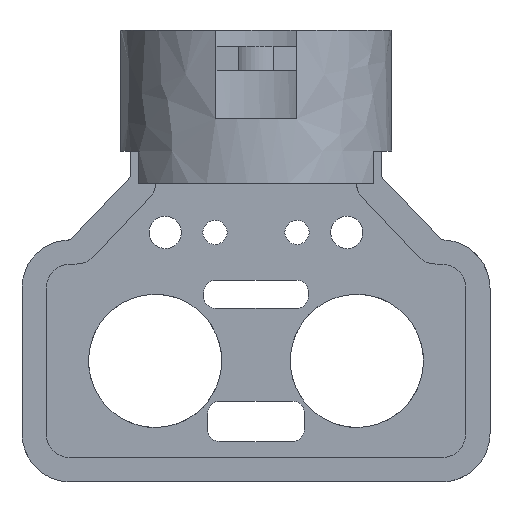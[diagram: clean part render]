
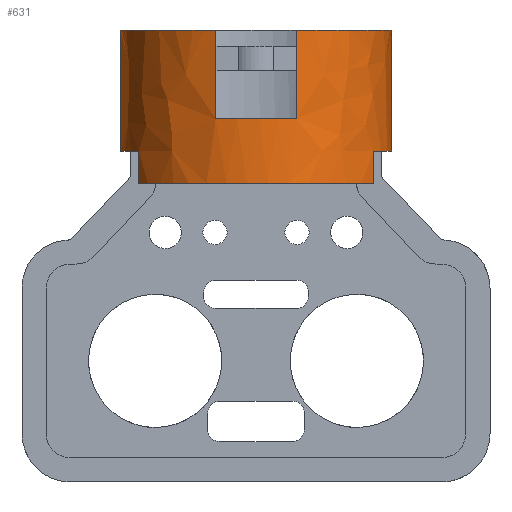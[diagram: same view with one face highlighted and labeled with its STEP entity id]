
A CAD part, front view. The second image highlights one B-rep face of the part: STEP entity #631.
In plain terms, the highlighted free-form (B-spline) face has degree [2, 1] with [5, 2] control points.
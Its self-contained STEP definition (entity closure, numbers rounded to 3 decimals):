
#484 = VERTEX_POINT('',#485);
#485 = CARTESIAN_POINT('',(19.059,-3.969,
    12.473));
#486 = VERTEX_POINT('',#487);
#487 = CARTESIAN_POINT('',(-19.063,-3.969,
    12.473));
#495 = EDGE_CURVE('',#484,#496,#498,.T.);
#496 = VERTEX_POINT('',#497);
#497 = CARTESIAN_POINT('',(19.059,-3.969,
    -4.536));
#498 = B_SPLINE_CURVE_WITH_KNOTS('',1,(#499,#500),.UNSPECIFIED.,.F.,.F.,
  (2,2),(-0.,15.),.PIECEWISE_BEZIER_KNOTS.);
#499 = CARTESIAN_POINT('',(19.059,-3.969,
    12.473));
#500 = CARTESIAN_POINT('',(19.059,-3.969,
    -4.536));
#519 = VERTEX_POINT('',#520);
#520 = CARTESIAN_POINT('',(-19.063,-3.969,
    -4.536));
#526 = EDGE_CURVE('',#486,#519,#527,.T.);
#527 = B_SPLINE_CURVE_WITH_KNOTS('',1,(#528,#529),.UNSPECIFIED.,.F.,.F.,
  (2,2),(-0.,15.),.PIECEWISE_BEZIER_KNOTS.);
#528 = CARTESIAN_POINT('',(-19.063,-3.969,
    12.473));
#529 = CARTESIAN_POINT('',(-19.063,-3.969,
    -4.536));
#547 = VERTEX_POINT('',#548);
#548 = CARTESIAN_POINT('',(5.668,-22.167,
    12.473));
#553 = EDGE_CURVE('',#547,#484,#554,.T.);
#554 = ( BOUNDED_CURVE() B_SPLINE_CURVE(2,(#555,#556,#557),
.UNSPECIFIED.,.F.,.F.) B_SPLINE_CURVE_WITH_KNOTS((3,3),(5.014,
6.283),.PIECEWISE_BEZIER_KNOTS.) CURVE() 
GEOMETRIC_REPRESENTATION_ITEM() RATIONAL_B_SPLINE_CURVE((1.,
0.805,1.)) REPRESENTATION_ITEM('') );
#555 = CARTESIAN_POINT('',(5.668,-22.167,
    12.473));
#556 = CARTESIAN_POINT('',(19.059,-17.995,
    12.473));
#557 = CARTESIAN_POINT('',(19.059,-3.969,
    12.473));
#560 = EDGE_CURVE('',#486,#561,#563,.T.);
#561 = VERTEX_POINT('',#562);
#562 = CARTESIAN_POINT('',(-5.672,-22.167,
    12.473));
#563 = ( BOUNDED_CURVE() B_SPLINE_CURVE(2,(#564,#565,#566),
.UNSPECIFIED.,.F.,.F.) B_SPLINE_CURVE_WITH_KNOTS((3,3),(3.142,
4.41),.PIECEWISE_BEZIER_KNOTS.) CURVE() 
GEOMETRIC_REPRESENTATION_ITEM() RATIONAL_B_SPLINE_CURVE((1.,
0.805,1.)) REPRESENTATION_ITEM('') );
#564 = CARTESIAN_POINT('',(-19.063,-3.969,
    12.473));
#565 = CARTESIAN_POINT('',(-19.063,-17.995,
    12.473));
#566 = CARTESIAN_POINT('',(-5.672,-22.167,
    12.473));
#631 = ADVANCED_FACE('',(#632),#710,.T.);
#632 = FACE_BOUND('',#633,.T.);
#633 = EDGE_LOOP('',(#634,#635,#636,#643,#651,#656,#657,#658,#666,#674,
    #681,#689,#696,#704));
#634 = ORIENTED_EDGE('',*,*,#495,.F.);
#635 = ORIENTED_EDGE('',*,*,#553,.F.);
#636 = ORIENTED_EDGE('',*,*,#637,.F.);
#637 = EDGE_CURVE('',#638,#547,#640,.T.);
#638 = VERTEX_POINT('',#639);
#639 = CARTESIAN_POINT('',(5.668,-22.167,0.));
#640 = B_SPLINE_CURVE_WITH_KNOTS('',1,(#641,#642),.UNSPECIFIED.,.F.,.F.,
  (2,2),(-11.,0.),.PIECEWISE_BEZIER_KNOTS.);
#641 = CARTESIAN_POINT('',(5.668,-22.167,0.));
#642 = CARTESIAN_POINT('',(5.668,-22.167,
    12.473));
#643 = ORIENTED_EDGE('',*,*,#644,.F.);
#644 = EDGE_CURVE('',#645,#638,#647,.T.);
#645 = VERTEX_POINT('',#646);
#646 = CARTESIAN_POINT('',(-5.672,-22.167,0.));
#647 = ( BOUNDED_CURVE() B_SPLINE_CURVE(2,(#648,#649,#650),
.UNSPECIFIED.,.F.,.F.) B_SPLINE_CURVE_WITH_KNOTS((3,3),(4.41,
5.014),.PIECEWISE_BEZIER_KNOTS.) CURVE() 
GEOMETRIC_REPRESENTATION_ITEM() RATIONAL_B_SPLINE_CURVE((1.,
0.955,1.)) REPRESENTATION_ITEM('') );
#648 = CARTESIAN_POINT('',(-5.672,-22.167,0.));
#649 = CARTESIAN_POINT('',(-0.002,-23.933,0.));
#650 = CARTESIAN_POINT('',(5.668,-22.167,0.));
#651 = ORIENTED_EDGE('',*,*,#652,.F.);
#652 = EDGE_CURVE('',#561,#645,#653,.T.);
#653 = B_SPLINE_CURVE_WITH_KNOTS('',1,(#654,#655),.UNSPECIFIED.,.F.,.F.,
  (2,2),(0.,11.),.PIECEWISE_BEZIER_KNOTS.);
#654 = CARTESIAN_POINT('',(-5.672,-22.167,
    12.473));
#655 = CARTESIAN_POINT('',(-5.672,-22.167,0.));
#656 = ORIENTED_EDGE('',*,*,#560,.F.);
#657 = ORIENTED_EDGE('',*,*,#526,.T.);
#658 = ORIENTED_EDGE('',*,*,#659,.T.);
#659 = EDGE_CURVE('',#519,#660,#662,.T.);
#660 = VERTEX_POINT('',#661);
#661 = CARTESIAN_POINT('',(-17.58,-11.339,
    -4.536));
#662 = ( BOUNDED_CURVE() B_SPLINE_CURVE(2,(#663,#664,#665),
.UNSPECIFIED.,.F.,.F.) B_SPLINE_CURVE_WITH_KNOTS((3,3),(3.142,
3.539),.PIECEWISE_BEZIER_KNOTS.) CURVE() 
GEOMETRIC_REPRESENTATION_ITEM() RATIONAL_B_SPLINE_CURVE((1.,
0.98,1.)) REPRESENTATION_ITEM('') );
#663 = CARTESIAN_POINT('',(-19.063,-3.969,
    -4.536));
#664 = CARTESIAN_POINT('',(-19.063,-7.803,
    -4.536));
#665 = CARTESIAN_POINT('',(-17.58,-11.339,
    -4.536));
#666 = ORIENTED_EDGE('',*,*,#667,.T.);
#667 = EDGE_CURVE('',#660,#668,#670,.T.);
#668 = VERTEX_POINT('',#669);
#669 = CARTESIAN_POINT('',(-16.446,-13.607,
    -4.536));
#670 = ( BOUNDED_CURVE() B_SPLINE_CURVE(2,(#671,#672,#673),
.UNSPECIFIED.,.F.,.F.) B_SPLINE_CURVE_WITH_KNOTS((3,3),(3.539,
3.672),.PIECEWISE_BEZIER_KNOTS.) CURVE() 
GEOMETRIC_REPRESENTATION_ITEM() RATIONAL_B_SPLINE_CURVE((1.,
0.998,1.)) REPRESENTATION_ITEM('') );
#671 = CARTESIAN_POINT('',(-17.58,-11.339,
    -4.536));
#672 = CARTESIAN_POINT('',(-17.089,-12.511,
    -4.536));
#673 = CARTESIAN_POINT('',(-16.446,-13.607,
    -4.536));
#674 = ORIENTED_EDGE('',*,*,#675,.F.);
#675 = EDGE_CURVE('',#676,#668,#678,.T.);
#676 = VERTEX_POINT('',#677);
#677 = CARTESIAN_POINT('',(-16.446,-13.607,
    -9.071));
#678 = B_SPLINE_CURVE_WITH_KNOTS('',1,(#679,#680),.UNSPECIFIED.,.F.,.F.,
  (2,2),(0.,4.),.PIECEWISE_BEZIER_KNOTS.);
#679 = CARTESIAN_POINT('',(-16.446,-13.607,
    -9.071));
#680 = CARTESIAN_POINT('',(-16.446,-13.607,
    -4.536));
#681 = ORIENTED_EDGE('',*,*,#682,.F.);
#682 = EDGE_CURVE('',#683,#676,#685,.T.);
#683 = VERTEX_POINT('',#684);
#684 = CARTESIAN_POINT('',(16.442,-13.607,
    -9.071));
#685 = ( BOUNDED_CURVE() B_SPLINE_CURVE(2,(#686,#687,#688),
.UNSPECIFIED.,.F.,.F.) B_SPLINE_CURVE_WITH_KNOTS((3,3),(3.672,
5.753),.PIECEWISE_BEZIER_KNOTS.) CURVE() 
GEOMETRIC_REPRESENTATION_ITEM() RATIONAL_B_SPLINE_CURVE((1.,
0.506,1.)) REPRESENTATION_ITEM('') );
#686 = CARTESIAN_POINT('',(16.442,-13.607,
    -9.071));
#687 = CARTESIAN_POINT('',(-0.002,-41.663,
    -9.071));
#688 = CARTESIAN_POINT('',(-16.446,-13.607,
    -9.071));
#689 = ORIENTED_EDGE('',*,*,#690,.T.);
#690 = EDGE_CURVE('',#683,#691,#693,.T.);
#691 = VERTEX_POINT('',#692);
#692 = CARTESIAN_POINT('',(16.442,-13.607,
    -4.536));
#693 = B_SPLINE_CURVE_WITH_KNOTS('',1,(#694,#695),.UNSPECIFIED.,.F.,.F.,
  (2,2),(0.,4.),.PIECEWISE_BEZIER_KNOTS.);
#694 = CARTESIAN_POINT('',(16.442,-13.607,
    -9.071));
#695 = CARTESIAN_POINT('',(16.442,-13.607,
    -4.536));
#696 = ORIENTED_EDGE('',*,*,#697,.T.);
#697 = EDGE_CURVE('',#691,#698,#700,.T.);
#698 = VERTEX_POINT('',#699);
#699 = CARTESIAN_POINT('',(17.576,-11.339,
    -4.536));
#700 = ( BOUNDED_CURVE() B_SPLINE_CURVE(2,(#701,#702,#703),
.UNSPECIFIED.,.F.,.F.) B_SPLINE_CURVE_WITH_KNOTS((3,3),(5.753,
5.886),.PIECEWISE_BEZIER_KNOTS.) CURVE() 
GEOMETRIC_REPRESENTATION_ITEM() RATIONAL_B_SPLINE_CURVE((1.,
0.998,1.)) REPRESENTATION_ITEM('') );
#701 = CARTESIAN_POINT('',(16.442,-13.607,
    -4.536));
#702 = CARTESIAN_POINT('',(17.085,-12.511,
    -4.536));
#703 = CARTESIAN_POINT('',(17.576,-11.339,
    -4.536));
#704 = ORIENTED_EDGE('',*,*,#705,.T.);
#705 = EDGE_CURVE('',#698,#496,#706,.T.);
#706 = ( BOUNDED_CURVE() B_SPLINE_CURVE(2,(#707,#708,#709),
.UNSPECIFIED.,.F.,.F.) B_SPLINE_CURVE_WITH_KNOTS((3,3),(5.886,
6.283),.PIECEWISE_BEZIER_KNOTS.) CURVE() 
GEOMETRIC_REPRESENTATION_ITEM() RATIONAL_B_SPLINE_CURVE((1.,
0.98,1.)) REPRESENTATION_ITEM('') );
#707 = CARTESIAN_POINT('',(17.576,-11.339,
    -4.536));
#708 = CARTESIAN_POINT('',(19.059,-7.803,
    -4.536));
#709 = CARTESIAN_POINT('',(19.059,-3.969,
    -4.536));
#710 = ( BOUNDED_SURFACE() B_SPLINE_SURFACE(2,1,(
    (#711,#712)
    ,(#713,#714)
    ,(#715,#716)
    ,(#717,#718)
,(#719,#720
    )),.UNSPECIFIED.,.F.,.F.,.F.) B_SPLINE_SURFACE_WITH_KNOTS((3,2,3),(2
    ,2),(3.142,4.712,6.283),(
    0.,19.),.PIECEWISE_BEZIER_KNOTS.) 
GEOMETRIC_REPRESENTATION_ITEM() RATIONAL_B_SPLINE_SURFACE((
    (1.,1.)
    ,(0.707,0.707)
    ,(1.,1.)
    ,(0.707,0.707)
,(1.,1.))) REPRESENTATION_ITEM('') SURFACE() );
#711 = CARTESIAN_POINT('',(19.059,-3.969,
    12.473));
#712 = CARTESIAN_POINT('',(19.059,-3.969,
    -9.071));
#713 = CARTESIAN_POINT('',(19.059,-23.03,
    12.473));
#714 = CARTESIAN_POINT('',(19.059,-23.03,
    -9.071));
#715 = CARTESIAN_POINT('',(-0.002,-23.03,
    12.473));
#716 = CARTESIAN_POINT('',(-0.002,-23.03,
    -9.071));
#717 = CARTESIAN_POINT('',(-19.063,-23.03,
    12.473));
#718 = CARTESIAN_POINT('',(-19.063,-23.03,
    -9.071));
#719 = CARTESIAN_POINT('',(-19.063,-3.969,
    12.473));
#720 = CARTESIAN_POINT('',(-19.063,-3.969,
    -9.071));
